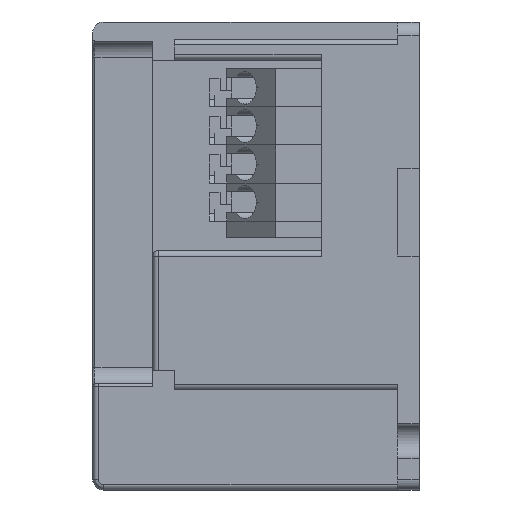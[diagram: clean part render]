
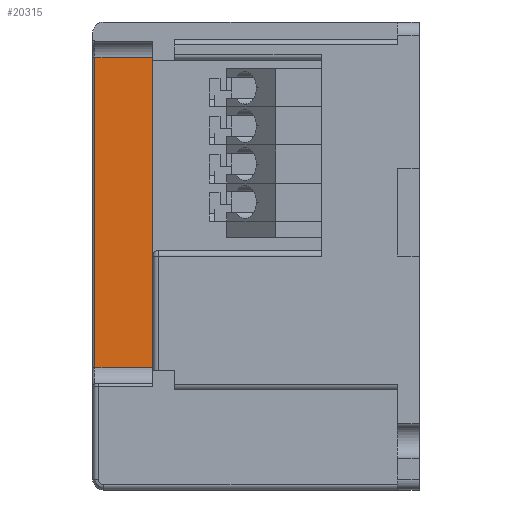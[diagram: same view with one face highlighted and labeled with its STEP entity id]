
A CAD part, left-side view. The second image highlights one B-rep face of the part: STEP entity #20315.
In plain terms, the highlighted planar face has unit normal (-1, 0, 0).
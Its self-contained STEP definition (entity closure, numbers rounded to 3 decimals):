
#411 = CYLINDRICAL_SURFACE('',#412,1.5);
#412 = AXIS2_PLACEMENT_3D('',#413,#414,#415);
#413 = CARTESIAN_POINT('',(-35.5,69.108,18.25));
#414 = DIRECTION('',(0.,-1.,0.));
#415 = DIRECTION('',(1.,0.,0.));
#9168 = PLANE('',#9169);
#9169 = AXIS2_PLACEMENT_3D('',#9170,#9171,#9172);
#9170 = CARTESIAN_POINT('',(0.,24.5,0.));
#9171 = DIRECTION('',(0.,1.,0.));
#9172 = DIRECTION('',(1.,0.,0.));
#9890 = VERTEX_POINT('',#9891);
#9891 = CARTESIAN_POINT('',(-34.,24.5,-10.25));
#9906 = CYLINDRICAL_SURFACE('',#9907,1.5);
#9907 = AXIS2_PLACEMENT_3D('',#9908,#9909,#9910);
#9908 = CARTESIAN_POINT('',(-35.5,-39.108,-10.25));
#9909 = DIRECTION('',(0.,1.,0.));
#9910 = DIRECTION('',(1.,0.,0.));
#9918 = EDGE_CURVE('',#9890,#9919,#9921,.T.);
#9919 = VERTEX_POINT('',#9920);
#9920 = CARTESIAN_POINT('',(-34.,24.5,18.25));
#9921 = SURFACE_CURVE('',#9922,(#9926,#9933),.PCURVE_S1.);
#9922 = LINE('',#9923,#9924);
#9923 = CARTESIAN_POINT('',(-34.,24.5,-10.25));
#9924 = VECTOR('',#9925,1.);
#9925 = DIRECTION('',(0.,0.,1.));
#9926 = PCURVE('',#9168,#9927);
#9927 = DEFINITIONAL_REPRESENTATION('',(#9928),#9932);
#9928 = LINE('',#9929,#9930);
#9929 = CARTESIAN_POINT('',(-34.,10.25));
#9930 = VECTOR('',#9931,1.);
#9931 = DIRECTION('',(0.,-1.));
#9932 = ( GEOMETRIC_REPRESENTATION_CONTEXT(2) 
PARAMETRIC_REPRESENTATION_CONTEXT() REPRESENTATION_CONTEXT('2D SPACE',''
  ) );
#9933 = PCURVE('',#9934,#9939);
#9934 = PLANE('',#9935);
#9935 = AXIS2_PLACEMENT_3D('',#9936,#9937,#9938);
#9936 = CARTESIAN_POINT('',(-34.,10.,18.));
#9937 = DIRECTION('',(1.,0.,0.));
#9938 = DIRECTION('',(0.,0.,1.));
#9939 = DEFINITIONAL_REPRESENTATION('',(#9940),#9944);
#9940 = LINE('',#9941,#9942);
#9941 = CARTESIAN_POINT('',(-28.25,-14.5));
#9942 = VECTOR('',#9943,1.);
#9943 = DIRECTION('',(1.,0.));
#9944 = ( GEOMETRIC_REPRESENTATION_CONTEXT(2) 
PARAMETRIC_REPRESENTATION_CONTEXT() REPRESENTATION_CONTEXT('2D SPACE',''
  ) );
#11034 = CYLINDRICAL_SURFACE('',#11035,0.2);
#11035 = AXIS2_PLACEMENT_3D('',#11036,#11037,#11038);
#11036 = CARTESIAN_POINT('',(-33.8,29.8,18.423));
#11037 = DIRECTION('',(0.,0.,-1.));
#11038 = DIRECTION('',(-1.,0.,0.));
#20190 = VERTEX_POINT('',#20191);
#20191 = CARTESIAN_POINT('',(-34.,29.8,18.25));
#20217 = EDGE_CURVE('',#20190,#9919,#20218,.T.);
#20218 = SURFACE_CURVE('',#20219,(#20223,#20230),.PCURVE_S1.);
#20219 = LINE('',#20220,#20221);
#20220 = CARTESIAN_POINT('',(-34.,29.8,18.25));
#20221 = VECTOR('',#20222,1.);
#20222 = DIRECTION('',(0.,-1.,0.));
#20223 = PCURVE('',#411,#20224);
#20224 = DEFINITIONAL_REPRESENTATION('',(#20225),#20229);
#20225 = LINE('',#20226,#20227);
#20226 = CARTESIAN_POINT('',(0.,39.308));
#20227 = VECTOR('',#20228,1.);
#20228 = DIRECTION('',(0.,1.));
#20229 = ( GEOMETRIC_REPRESENTATION_CONTEXT(2) 
PARAMETRIC_REPRESENTATION_CONTEXT() REPRESENTATION_CONTEXT('2D SPACE',''
  ) );
#20230 = PCURVE('',#9934,#20231);
#20231 = DEFINITIONAL_REPRESENTATION('',(#20232),#20236);
#20232 = LINE('',#20233,#20234);
#20233 = CARTESIAN_POINT('',(0.25,-19.8));
#20234 = VECTOR('',#20235,1.);
#20235 = DIRECTION('',(0.,1.));
#20236 = ( GEOMETRIC_REPRESENTATION_CONTEXT(2) 
PARAMETRIC_REPRESENTATION_CONTEXT() REPRESENTATION_CONTEXT('2D SPACE',''
  ) );
#20272 = VERTEX_POINT('',#20273);
#20273 = CARTESIAN_POINT('',(-34.,29.8,-10.25));
#20295 = EDGE_CURVE('',#20190,#20272,#20296,.T.);
#20296 = SURFACE_CURVE('',#20297,(#20301,#20308),.PCURVE_S1.);
#20297 = LINE('',#20298,#20299);
#20298 = CARTESIAN_POINT('',(-34.,29.8,18.25));
#20299 = VECTOR('',#20300,1.);
#20300 = DIRECTION('',(0.,0.,-1.));
#20301 = PCURVE('',#11034,#20302);
#20302 = DEFINITIONAL_REPRESENTATION('',(#20303),#20307);
#20303 = LINE('',#20304,#20305);
#20304 = CARTESIAN_POINT('',(0.,0.173));
#20305 = VECTOR('',#20306,1.);
#20306 = DIRECTION('',(0.,1.));
#20307 = ( GEOMETRIC_REPRESENTATION_CONTEXT(2) 
PARAMETRIC_REPRESENTATION_CONTEXT() REPRESENTATION_CONTEXT('2D SPACE',''
  ) );
#20308 = PCURVE('',#9934,#20309);
#20309 = DEFINITIONAL_REPRESENTATION('',(#20310),#20314);
#20310 = LINE('',#20311,#20312);
#20311 = CARTESIAN_POINT('',(0.25,-19.8));
#20312 = VECTOR('',#20313,1.);
#20313 = DIRECTION('',(-1.,0.));
#20314 = ( GEOMETRIC_REPRESENTATION_CONTEXT(2) 
PARAMETRIC_REPRESENTATION_CONTEXT() REPRESENTATION_CONTEXT('2D SPACE',''
  ) );
#20315 = ADVANCED_FACE('',(#20316),#9934,.F.);
#20316 = FACE_BOUND('',#20317,.F.);
#20317 = EDGE_LOOP('',(#20318,#20319,#20320,#20321));
#20318 = ORIENTED_EDGE('',*,*,#20295,.F.);
#20319 = ORIENTED_EDGE('',*,*,#20217,.T.);
#20320 = ORIENTED_EDGE('',*,*,#9918,.F.);
#20321 = ORIENTED_EDGE('',*,*,#20322,.T.);
#20322 = EDGE_CURVE('',#9890,#20272,#20323,.T.);
#20323 = SURFACE_CURVE('',#20324,(#20328,#20335),.PCURVE_S1.);
#20324 = LINE('',#20325,#20326);
#20325 = CARTESIAN_POINT('',(-34.,24.5,-10.25));
#20326 = VECTOR('',#20327,1.);
#20327 = DIRECTION('',(0.,1.,0.));
#20328 = PCURVE('',#9934,#20329);
#20329 = DEFINITIONAL_REPRESENTATION('',(#20330),#20334);
#20330 = LINE('',#20331,#20332);
#20331 = CARTESIAN_POINT('',(-28.25,-14.5));
#20332 = VECTOR('',#20333,1.);
#20333 = DIRECTION('',(0.,-1.));
#20334 = ( GEOMETRIC_REPRESENTATION_CONTEXT(2) 
PARAMETRIC_REPRESENTATION_CONTEXT() REPRESENTATION_CONTEXT('2D SPACE',''
  ) );
#20335 = PCURVE('',#9906,#20336);
#20336 = DEFINITIONAL_REPRESENTATION('',(#20337),#20341);
#20337 = LINE('',#20338,#20339);
#20338 = CARTESIAN_POINT('',(0.,63.608));
#20339 = VECTOR('',#20340,1.);
#20340 = DIRECTION('',(0.,1.));
#20341 = ( GEOMETRIC_REPRESENTATION_CONTEXT(2) 
PARAMETRIC_REPRESENTATION_CONTEXT() REPRESENTATION_CONTEXT('2D SPACE',''
  ) );
